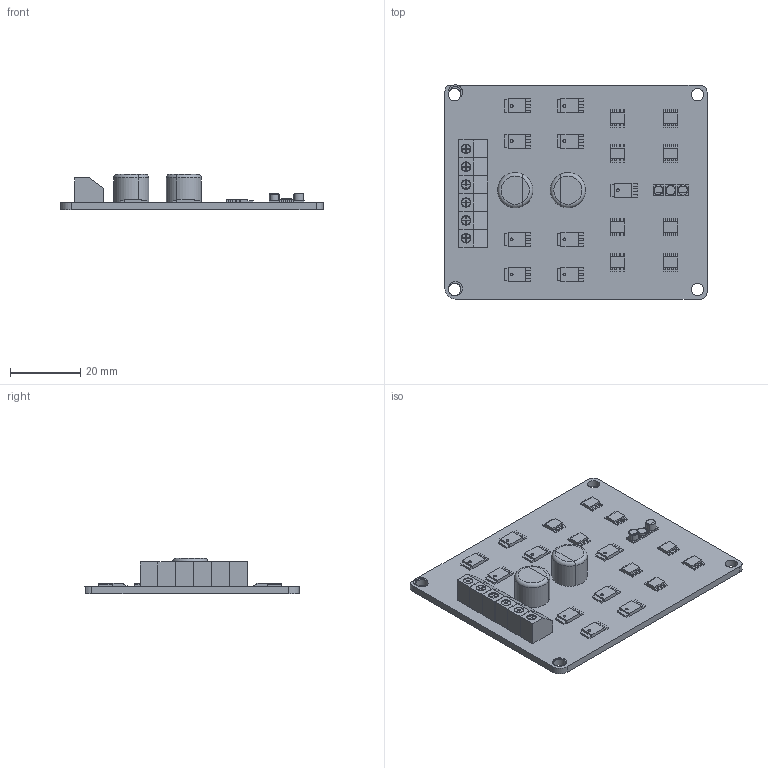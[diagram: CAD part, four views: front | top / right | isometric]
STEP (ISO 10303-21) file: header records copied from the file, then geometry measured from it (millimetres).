
FILE_DESCRIPTION(/* description */ ('STEP AP242','CAx-IF Rec.Pracs.---Representation and Presentation of Product Manufacturing Information (PMI)---4.0---2014-10-13','CAx-IF Rec.Pracs.---3D Tessellated Geometry---0.4---2014-09-14','2;1'),/* implementation_level */ '2;1');
FILE_NAME(/* name */ '68dd93312636a01d8a7aae52',/* time_stamp */ '2025-10-01T20:46:42Z',/* author */ (''),/* organization */ (''),/* preprocessor_version */ 'ST-DEVELOPER v20',/* originating_system */ 'ONSHAPE BY PTC INC, 1.204',/* authorisation */ ' ');
FILE_SCHEMA (('AP242_MANAGED_MODEL_BASED_3D_ENGINEERING_MIM_LF { 1 0 10303 442 1 1 4 }'));
Length unit declared in the file: metre
Products named in the file (1): MD15D
Bounding box: 74.63 x 61 x 10 mm (x, y, z)
Volume: 12095.5 mm3; surface area: 12088.5 mm2
Topology: 1 solids, 1 shells, 791 faces, 2181 edges, 1453 vertices
Faces by surface type: plane 741, cylinder 42, torus 8
Full cylindrical faces by diameter (mm): 0.8 x9, 2.5 x6, 2.7 x6, 2.8 x1, 3.5 x4
Entity records: 30074 total; most frequent: CARTESIAN_POINT 4445, ORIENTED_EDGE 4304, DIRECTION 3822, EDGE_CURVE 2152, LINE 2038, VECTOR 2038, VERTEX_POINT 1451, AXIS2_PLACEMENT_3D 892
